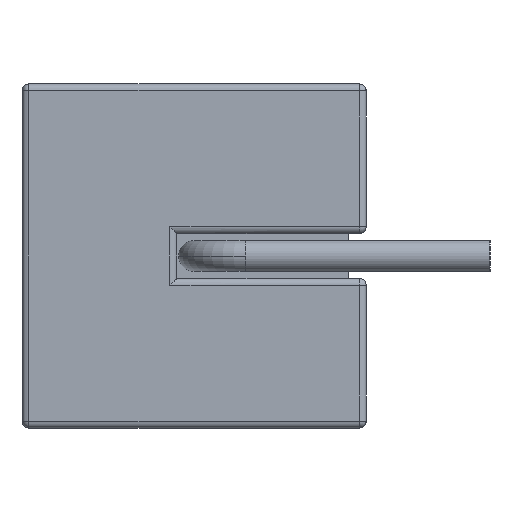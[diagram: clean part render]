
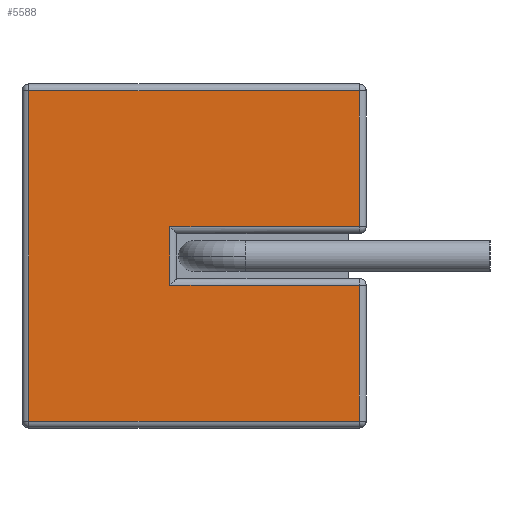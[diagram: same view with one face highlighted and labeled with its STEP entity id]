
A CAD part, left-side view. The second image highlights one B-rep face of the part: STEP entity #5588.
In plain terms, the highlighted planar face has unit normal (-1, 0, 0).
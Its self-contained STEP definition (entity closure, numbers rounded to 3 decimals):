
#66 = VERTEX_POINT ( 'NONE', #16836 ) ;
#188 = CARTESIAN_POINT ( 'NONE',  ( -11., 0.2, -5. ) ) ;
#213 = VECTOR ( 'NONE', #10064, 1000. ) ;
#236 = VECTOR ( 'NONE', #13961, 1000. ) ;
#449 = VERTEX_POINT ( 'NONE', #1125 ) ;
#1125 = CARTESIAN_POINT ( 'NONE',  ( -11., 0.2, -4.8 ) ) ;
#1465 = ORIENTED_EDGE ( 'NONE', *, *, #15331, .T. ) ;
#1539 = CARTESIAN_POINT ( 'NONE',  ( -11., 0.2, 0.85 ) ) ;
#2815 = EDGE_CURVE ( 'NONE', #11002, #4798, #19391, .T. ) ;
#4162 = ORIENTED_EDGE ( 'NONE', *, *, #17354, .T. ) ;
#4349 = CARTESIAN_POINT ( 'NONE',  ( -11., 9.8, 4.8 ) ) ;
#4390 = VECTOR ( 'NONE', #13846, 1000. ) ;
#4798 = VERTEX_POINT ( 'NONE', #17673 ) ;
#5295 = CARTESIAN_POINT ( 'NONE',  ( -11., 0.2, -0.85 ) ) ;
#5588 = ADVANCED_FACE ( 'NONE', ( #8921 ), #6407, .F. ) ;
#5993 = EDGE_CURVE ( 'NONE', #4798, #449, #14538, .T. ) ;
#6246 = DIRECTION ( 'NONE',  ( 0., -1., 0. ) ) ;
#6384 = ORIENTED_EDGE ( 'NONE', *, *, #17838, .T. ) ;
#6407 = PLANE ( 'NONE',  #11037 ) ;
#6511 = VERTEX_POINT ( 'NONE', #1539 ) ;
#7146 = CARTESIAN_POINT ( 'NONE',  ( -11., 9.8, -5. ) ) ;
#7215 = LINE ( 'NONE', #19261, #13776 ) ;
#7689 = EDGE_CURVE ( 'NONE', #66, #6511, #16742, .T. ) ;
#8158 = EDGE_CURVE ( 'NONE', #6511, #13560, #11112, .T. ) ;
#8274 = LINE ( 'NONE', #16156, #17889 ) ;
#8690 = CARTESIAN_POINT ( 'NONE',  ( -11., 10., 4.8 ) ) ;
#8921 = FACE_OUTER_BOUND ( 'NONE', #15136, .T. ) ;
#9871 = VERTEX_POINT ( 'NONE', #5295 ) ;
#10064 = DIRECTION ( 'NONE',  ( 0., 1., 0. ) ) ;
#10879 = CARTESIAN_POINT ( 'NONE',  ( -11., 10., -5. ) ) ;
#10907 = CARTESIAN_POINT ( 'NONE',  ( -11., 10., 0.85 ) ) ;
#10930 = CARTESIAN_POINT ( 'NONE',  ( -11., 0.2, -5. ) ) ;
#11002 = VERTEX_POINT ( 'NONE', #4349 ) ;
#11037 = AXIS2_PLACEMENT_3D ( 'NONE', #10879, #12634, #14099 ) ;
#11112 = LINE ( 'NONE', #10930, #236 ) ;
#11602 = ORIENTED_EDGE ( 'NONE', *, *, #7689, .T. ) ;
#11680 = VECTOR ( 'NONE', #6246, 1000. ) ;
#11756 = DIRECTION ( 'NONE',  ( 0., 0., 1. ) ) ;
#12096 = VERTEX_POINT ( 'NONE', #15762 ) ;
#12634 = DIRECTION ( 'NONE',  ( 1., 0., 0. ) ) ;
#12727 = ORIENTED_EDGE ( 'NONE', *, *, #18678, .T. ) ;
#12801 = VECTOR ( 'NONE', #13271, 1000. ) ;
#13271 = DIRECTION ( 'NONE',  ( 0., 0., -1. ) ) ;
#13560 = VERTEX_POINT ( 'NONE', #18866 ) ;
#13776 = VECTOR ( 'NONE', #11756, 1000. ) ;
#13846 = DIRECTION ( 'NONE',  ( 0., -1., 0. ) ) ;
#13853 = DIRECTION ( 'NONE',  ( 0., 0., 1. ) ) ;
#13910 = ORIENTED_EDGE ( 'NONE', *, *, #8158, .T. ) ;
#13961 = DIRECTION ( 'NONE',  ( 0., 0., 1. ) ) ;
#14099 = DIRECTION ( 'NONE',  ( 0., 0., -1. ) ) ;
#14538 = LINE ( 'NONE', #16843, #11680 ) ;
#14777 = LINE ( 'NONE', #8690, #213 ) ;
#14998 = VECTOR ( 'NONE', #13853, 1000. ) ;
#15136 = EDGE_LOOP ( 'NONE', ( #6384, #11602, #13910, #12727, #15413, #18459, #1465, #4162 ) ) ;
#15331 = EDGE_CURVE ( 'NONE', #449, #9871, #18229, .T. ) ;
#15413 = ORIENTED_EDGE ( 'NONE', *, *, #2815, .T. ) ;
#15762 = CARTESIAN_POINT ( 'NONE',  ( -11., 5.7, -0.85 ) ) ;
#16063 = DIRECTION ( 'NONE',  ( 0., 1., 0. ) ) ;
#16156 = CARTESIAN_POINT ( 'NONE',  ( -11., 10., -0.85 ) ) ;
#16742 = LINE ( 'NONE', #10907, #4390 ) ;
#16836 = CARTESIAN_POINT ( 'NONE',  ( -11., 5.7, 0.85 ) ) ;
#16843 = CARTESIAN_POINT ( 'NONE',  ( -11., 10., -4.8 ) ) ;
#17354 = EDGE_CURVE ( 'NONE', #9871, #12096, #8274, .T. ) ;
#17673 = CARTESIAN_POINT ( 'NONE',  ( -11., 9.8, -4.8 ) ) ;
#17838 = EDGE_CURVE ( 'NONE', #12096, #66, #7215, .T. ) ;
#17889 = VECTOR ( 'NONE', #16063, 1000. ) ;
#18229 = LINE ( 'NONE', #188, #14998 ) ;
#18459 = ORIENTED_EDGE ( 'NONE', *, *, #5993, .T. ) ;
#18678 = EDGE_CURVE ( 'NONE', #13560, #11002, #14777, .T. ) ;
#18866 = CARTESIAN_POINT ( 'NONE',  ( -11., 0.2, 4.8 ) ) ;
#19261 = CARTESIAN_POINT ( 'NONE',  ( -11., 5.7, -5. ) ) ;
#19391 = LINE ( 'NONE', #7146, #12801 ) ;
